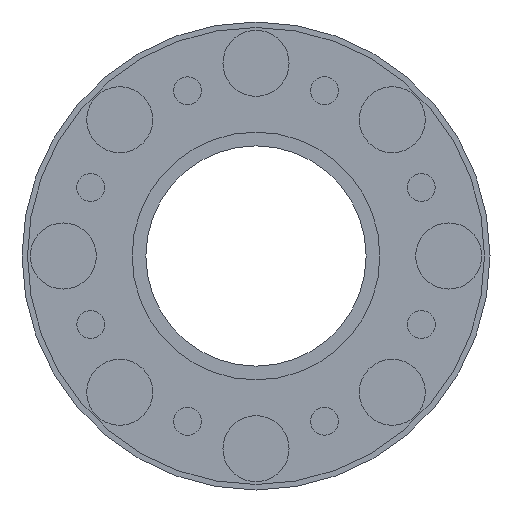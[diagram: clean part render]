
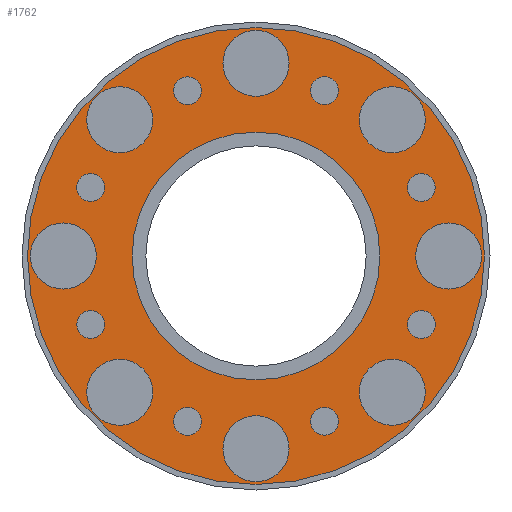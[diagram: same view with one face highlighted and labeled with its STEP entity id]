
A CAD part, front view. The second image highlights one B-rep face of the part: STEP entity #1762.
In plain terms, the highlighted planar face has unit normal (0, -1, 0).
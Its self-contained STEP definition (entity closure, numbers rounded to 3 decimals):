
#55=PLANE('',#1943);
#182=ORIENTED_EDGE('',*,*,#272,.T.);
#183=ORIENTED_EDGE('',*,*,#274,.T.);
#184=ORIENTED_EDGE('',*,*,#276,.T.);
#185=ORIENTED_EDGE('',*,*,#278,.T.);
#186=ORIENTED_EDGE('',*,*,#280,.T.);
#187=ORIENTED_EDGE('',*,*,#282,.T.);
#188=ORIENTED_EDGE('',*,*,#284,.T.);
#189=ORIENTED_EDGE('',*,*,#343,.T.);
#190=ORIENTED_EDGE('',*,*,#330,.T.);
#191=ORIENTED_EDGE('',*,*,#332,.T.);
#192=ORIENTED_EDGE('',*,*,#334,.T.);
#193=ORIENTED_EDGE('',*,*,#336,.T.);
#194=ORIENTED_EDGE('',*,*,#338,.T.);
#195=ORIENTED_EDGE('',*,*,#340,.T.);
#196=ORIENTED_EDGE('',*,*,#342,.T.);
#197=ORIENTED_EDGE('',*,*,#344,.T.);
#198=ORIENTED_EDGE('',*,*,#345,.T.);
#199=ORIENTED_EDGE('',*,*,#346,.T.);
#272=EDGE_CURVE('',#370,#370,#468,.T.);
#274=EDGE_CURVE('',#372,#372,#470,.T.);
#276=EDGE_CURVE('',#374,#374,#472,.T.);
#278=EDGE_CURVE('',#376,#376,#474,.T.);
#280=EDGE_CURVE('',#378,#378,#476,.T.);
#282=EDGE_CURVE('',#380,#380,#478,.T.);
#284=EDGE_CURVE('',#382,#382,#480,.T.);
#330=EDGE_CURVE('',#428,#428,#526,.T.);
#332=EDGE_CURVE('',#430,#430,#528,.T.);
#334=EDGE_CURVE('',#432,#432,#530,.T.);
#336=EDGE_CURVE('',#434,#434,#532,.T.);
#338=EDGE_CURVE('',#436,#436,#534,.T.);
#340=EDGE_CURVE('',#438,#438,#536,.T.);
#342=EDGE_CURVE('',#440,#440,#538,.T.);
#343=EDGE_CURVE('',#441,#441,#539,.T.);
#344=EDGE_CURVE('',#442,#442,#540,.T.);
#345=EDGE_CURVE('',#443,#443,#541,.F.);
#346=EDGE_CURVE('',#444,#444,#542,.T.);
#370=VERTEX_POINT('',#2402);
#372=VERTEX_POINT('',#2408);
#374=VERTEX_POINT('',#2414);
#376=VERTEX_POINT('',#2420);
#378=VERTEX_POINT('',#2426);
#380=VERTEX_POINT('',#2432);
#382=VERTEX_POINT('',#2438);
#428=VERTEX_POINT('',#2575);
#430=VERTEX_POINT('',#2581);
#432=VERTEX_POINT('',#2587);
#434=VERTEX_POINT('',#2593);
#436=VERTEX_POINT('',#2599);
#438=VERTEX_POINT('',#2605);
#440=VERTEX_POINT('',#2611);
#441=VERTEX_POINT('',#2614);
#442=VERTEX_POINT('',#2616);
#443=VERTEX_POINT('',#2618);
#444=VERTEX_POINT('',#2620);
#468=CIRCLE('',#1803,5.053);
#470=CIRCLE('',#1807,5.053);
#472=CIRCLE('',#1811,5.053);
#474=CIRCLE('',#1815,5.053);
#476=CIRCLE('',#1819,5.053);
#478=CIRCLE('',#1823,5.053);
#480=CIRCLE('',#1827,5.053);
#526=CIRCLE('',#1918,12.);
#528=CIRCLE('',#1922,12.);
#530=CIRCLE('',#1926,12.);
#532=CIRCLE('',#1930,12.);
#534=CIRCLE('',#1934,12.);
#536=CIRCLE('',#1938,12.);
#538=CIRCLE('',#1942,12.);
#539=CIRCLE('',#1944,5.053);
#540=CIRCLE('',#1945,12.);
#541=CIRCLE('',#1946,83.);
#542=CIRCLE('',#1947,45.);
#672=EDGE_LOOP('',(#182));
#673=EDGE_LOOP('',(#183));
#674=EDGE_LOOP('',(#184));
#675=EDGE_LOOP('',(#185));
#676=EDGE_LOOP('',(#186));
#677=EDGE_LOOP('',(#187));
#678=EDGE_LOOP('',(#188));
#679=EDGE_LOOP('',(#189));
#680=EDGE_LOOP('',(#190));
#681=EDGE_LOOP('',(#191));
#682=EDGE_LOOP('',(#192));
#683=EDGE_LOOP('',(#193));
#684=EDGE_LOOP('',(#194));
#685=EDGE_LOOP('',(#195));
#686=EDGE_LOOP('',(#196));
#687=EDGE_LOOP('',(#197));
#688=EDGE_LOOP('',(#198));
#689=EDGE_LOOP('',(#199));
#868=FACE_BOUND('',#672,.T.);
#869=FACE_BOUND('',#673,.T.);
#870=FACE_BOUND('',#674,.T.);
#871=FACE_BOUND('',#675,.T.);
#872=FACE_BOUND('',#676,.T.);
#873=FACE_BOUND('',#677,.T.);
#874=FACE_BOUND('',#678,.T.);
#875=FACE_BOUND('',#679,.T.);
#876=FACE_BOUND('',#680,.T.);
#877=FACE_BOUND('',#681,.T.);
#878=FACE_BOUND('',#682,.T.);
#879=FACE_BOUND('',#683,.T.);
#880=FACE_BOUND('',#684,.T.);
#881=FACE_BOUND('',#685,.T.);
#882=FACE_BOUND('',#686,.T.);
#883=FACE_BOUND('',#687,.T.);
#884=FACE_BOUND('',#688,.T.);
#885=FACE_BOUND('',#689,.T.);
#1762=ADVANCED_FACE('',(#868,#869,#870,#871,#872,#873,#874,#875,#876,#877,
#878,#879,#880,#881,#882,#883,#884,#885),#55,.F.);
#1803=AXIS2_PLACEMENT_3D('',#2401,#2013,#2014);
#1807=AXIS2_PLACEMENT_3D('',#2407,#2021,#2022);
#1811=AXIS2_PLACEMENT_3D('',#2413,#2029,#2030);
#1815=AXIS2_PLACEMENT_3D('',#2419,#2037,#2038);
#1819=AXIS2_PLACEMENT_3D('',#2425,#2045,#2046);
#1823=AXIS2_PLACEMENT_3D('',#2431,#2053,#2054);
#1827=AXIS2_PLACEMENT_3D('',#2437,#2061,#2062);
#1918=AXIS2_PLACEMENT_3D('',#2574,#2243,#2244);
#1922=AXIS2_PLACEMENT_3D('',#2580,#2251,#2252);
#1926=AXIS2_PLACEMENT_3D('',#2586,#2259,#2260);
#1930=AXIS2_PLACEMENT_3D('',#2592,#2267,#2268);
#1934=AXIS2_PLACEMENT_3D('',#2598,#2275,#2276);
#1938=AXIS2_PLACEMENT_3D('',#2604,#2283,#2284);
#1942=AXIS2_PLACEMENT_3D('',#2610,#2291,#2292);
#1943=AXIS2_PLACEMENT_3D('',#2612,#2293,#2294);
#1944=AXIS2_PLACEMENT_3D('',#2613,#2295,#2296);
#1945=AXIS2_PLACEMENT_3D('',#2615,#2297,#2298);
#1946=AXIS2_PLACEMENT_3D('',#2617,#2299,#2300);
#1947=AXIS2_PLACEMENT_3D('',#2619,#2301,#2302);
#2013=DIRECTION('',(0.,1.,0.));
#2014=DIRECTION('',(0.707,0.,0.707));
#2021=DIRECTION('',(0.,1.,0.));
#2022=DIRECTION('',(1.,0.,0.));
#2029=DIRECTION('',(0.,1.,0.));
#2030=DIRECTION('',(0.707,0.,-0.707));
#2037=DIRECTION('',(0.,1.,0.));
#2038=DIRECTION('',(0.,0.,-1.));
#2045=DIRECTION('',(0.,1.,0.));
#2046=DIRECTION('',(-0.707,0.,-0.707));
#2053=DIRECTION('',(0.,1.,0.));
#2054=DIRECTION('',(-1.,0.,0.));
#2061=DIRECTION('',(0.,1.,0.));
#2062=DIRECTION('',(-0.707,0.,0.707));
#2243=DIRECTION('',(0.,1.,0.));
#2244=DIRECTION('',(-0.707,0.,-0.707));
#2251=DIRECTION('',(0.,1.,0.));
#2252=DIRECTION('',(-1.,0.,0.));
#2259=DIRECTION('',(0.,1.,0.));
#2260=DIRECTION('',(-0.707,0.,0.707));
#2267=DIRECTION('',(0.,1.,0.));
#2268=DIRECTION('',(0.,0.,1.));
#2275=DIRECTION('',(0.,1.,0.));
#2276=DIRECTION('',(0.707,0.,0.707));
#2283=DIRECTION('',(0.,1.,0.));
#2284=DIRECTION('',(1.,0.,0.));
#2291=DIRECTION('',(0.,1.,0.));
#2292=DIRECTION('',(0.707,0.,-0.707));
#2293=DIRECTION('',(0.,1.,0.));
#2294=DIRECTION('',(0.,0.,1.));
#2295=DIRECTION('',(0.,1.,0.));
#2296=DIRECTION('',(0.,0.,1.));
#2297=DIRECTION('',(0.,1.,0.));
#2298=DIRECTION('',(0.,0.,-1.));
#2299=DIRECTION('',(0.,1.,0.));
#2300=DIRECTION('',(0.,0.,1.));
#2301=DIRECTION('',(0.,1.,0.));
#2302=DIRECTION('',(1.,0.,0.));
#2401=CARTESIAN_POINT('',(60.052,-1.,24.874));
#2402=CARTESIAN_POINT('',(63.625,-1.,28.447));
#2407=CARTESIAN_POINT('',(60.052,-1.,-24.874));
#2408=CARTESIAN_POINT('',(65.105,-1.,-24.874));
#2413=CARTESIAN_POINT('',(24.874,-1.,-60.052));
#2414=CARTESIAN_POINT('',(28.447,-1.,-63.625));
#2419=CARTESIAN_POINT('',(-24.874,-1.,-60.052));
#2420=CARTESIAN_POINT('',(-24.874,-1.,-65.105));
#2425=CARTESIAN_POINT('',(-60.052,-1.,-24.874));
#2426=CARTESIAN_POINT('',(-63.625,-1.,-28.447));
#2431=CARTESIAN_POINT('',(-60.052,-1.,24.874));
#2432=CARTESIAN_POINT('',(-65.105,-1.,24.874));
#2437=CARTESIAN_POINT('',(-24.874,-1.,60.052));
#2438=CARTESIAN_POINT('',(-28.447,-1.,63.625));
#2574=CARTESIAN_POINT('',(-49.497,-1.,-49.497));
#2575=CARTESIAN_POINT('',(-57.983,-1.,-57.983));
#2580=CARTESIAN_POINT('',(-70.,-1.,0.));
#2581=CARTESIAN_POINT('',(-82.,-1.,0.));
#2586=CARTESIAN_POINT('',(-49.497,-1.,49.497));
#2587=CARTESIAN_POINT('',(-57.983,-1.,57.983));
#2592=CARTESIAN_POINT('',(0.,-1.,70.));
#2593=CARTESIAN_POINT('',(0.,-1.,82.));
#2598=CARTESIAN_POINT('',(49.497,-1.,49.497));
#2599=CARTESIAN_POINT('',(57.983,-1.,57.983));
#2604=CARTESIAN_POINT('',(70.,-1.,0.));
#2605=CARTESIAN_POINT('',(82.,-1.,0.));
#2610=CARTESIAN_POINT('',(49.497,-1.,-49.497));
#2611=CARTESIAN_POINT('',(57.983,-1.,-57.983));
#2612=CARTESIAN_POINT('',(0.,-1.,0.));
#2613=CARTESIAN_POINT('',(24.874,-1.,60.052));
#2614=CARTESIAN_POINT('',(24.874,-1.,65.105));
#2615=CARTESIAN_POINT('',(0.,-1.,-70.));
#2616=CARTESIAN_POINT('',(0.,-1.,-82.));
#2617=CARTESIAN_POINT('',(0.,-1.,0.));
#2618=CARTESIAN_POINT('',(0.,-1.,83.));
#2619=CARTESIAN_POINT('',(0.,-1.,0.));
#2620=CARTESIAN_POINT('',(45.,-1.,0.));
